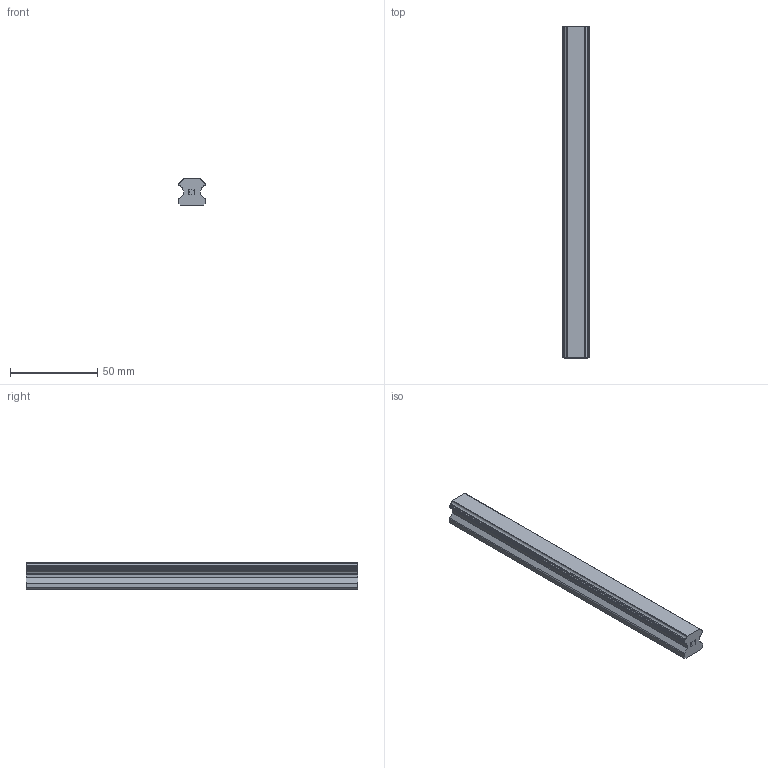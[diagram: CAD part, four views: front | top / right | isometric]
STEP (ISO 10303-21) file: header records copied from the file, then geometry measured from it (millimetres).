
FILE_DESCRIPTION(('STEP AP214'),'1');
FILE_NAME('cctmp_D4D85D50-49EF-4CB6-9E2A-948CED41FEF5_2021_01_19_14_28_49_0769..stp','2021-01-19T13:28:49',('HIWIN GmbH'),('CADClick - www.CADClick.com'),'Spatial InterOp 3D',' ','unknown authorization');
FILE_SCHEMA(('AUTOMOTIVE_DESIGN'));
Length unit declared in the file: millimetre
Products named in the file (1): HGR15T190C_FILE
Bounding box: 15 x 190 x 15 mm (x, y, z)
Volume: 35686.6 mm3; surface area: 12387.9 mm2
Topology: 1 solids, 1 shells, 127 faces, 357 edges, 233 vertices
Faces by surface type: plane 89, cylinder 32, cone 6
Entity records: 5065 total; most frequent: CARTESIAN_POINT 712, ORIENTED_EDGE 702, DIRECTION 671, EDGE_CURVE 351, LINE 287, VECTOR 287, VERTEX_POINT 233, AXIS2_PLACEMENT_3D 192
